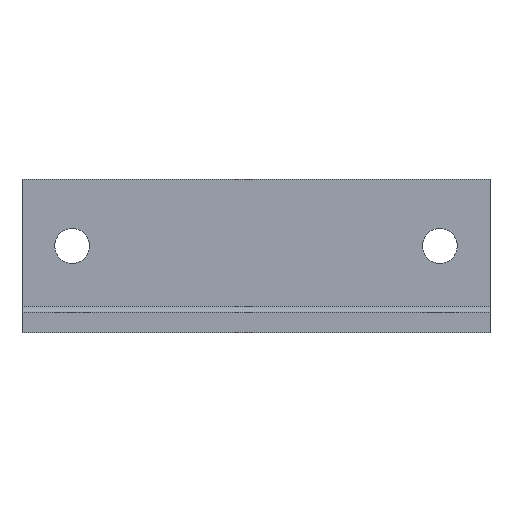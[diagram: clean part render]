
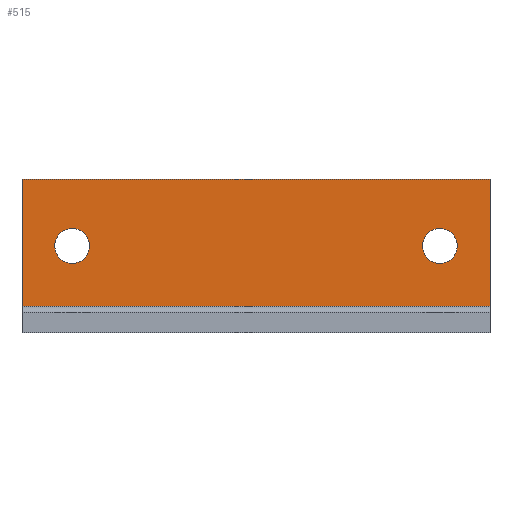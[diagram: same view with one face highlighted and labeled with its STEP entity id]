
A CAD part, front view. The second image highlights one B-rep face of the part: STEP entity #515.
In plain terms, the highlighted planar face has unit normal (0, -1, 0).
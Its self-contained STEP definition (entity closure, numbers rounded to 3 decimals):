
#6 = CARTESIAN_POINT ( 'NONE',  ( 35., -15., 1. ) ) ;
#12 = CIRCLE ( 'NONE', #755, 2.6 ) ;
#22 = VERTEX_POINT ( 'NONE', #470 ) ;
#23 = ORIENTED_EDGE ( 'NONE', *, *, #392, .F. ) ;
#33 = VECTOR ( 'NONE', #80, 1000. ) ;
#79 = EDGE_LOOP ( 'NONE', ( #524, #118, #23, #685 ) ) ;
#80 = DIRECTION ( 'NONE',  ( 1., 0., 0. ) ) ;
#117 = EDGE_CURVE ( 'NONE', #499, #909, #12, .T. ) ;
#118 = ORIENTED_EDGE ( 'NONE', *, *, #491, .T. ) ;
#156 = FACE_OUTER_BOUND ( 'NONE', #79, .T. ) ;
#161 = CARTESIAN_POINT ( 'NONE',  ( -24.9, -15., 10. ) ) ;
#170 = VERTEX_POINT ( 'NONE', #335 ) ;
#183 = VERTEX_POINT ( 'NONE', #556 ) ;
#193 = CARTESIAN_POINT ( 'NONE',  ( 35., -15., 20. ) ) ;
#197 = DIRECTION ( 'NONE',  ( -1., 0., 0. ) ) ;
#224 = DIRECTION ( 'NONE',  ( -1., 0., 0. ) ) ;
#230 = PLANE ( 'NONE',  #798 ) ;
#239 = EDGE_LOOP ( 'NONE', ( #599, #520 ) ) ;
#246 = CIRCLE ( 'NONE', #833, 2.6 ) ;
#247 = DIRECTION ( 'NONE',  ( 0., 1., 0. ) ) ;
#248 = LINE ( 'NONE', #6, #33 ) ;
#276 = CIRCLE ( 'NONE', #561, 2.6 ) ;
#293 = DIRECTION ( 'NONE',  ( 1., 0., 0. ) ) ;
#305 = EDGE_CURVE ( 'NONE', #316, #170, #731, .T. ) ;
#316 = VERTEX_POINT ( 'NONE', #428 ) ;
#318 = VECTOR ( 'NONE', #293, 1000. ) ;
#325 = DIRECTION ( 'NONE',  ( 0., 0., -1. ) ) ;
#335 = CARTESIAN_POINT ( 'NONE',  ( 35., -15., 20. ) ) ;
#342 = ORIENTED_EDGE ( 'NONE', *, *, #686, .T. ) ;
#355 = CARTESIAN_POINT ( 'NONE',  ( 24.9, -15., 10. ) ) ;
#392 = EDGE_CURVE ( 'NONE', #170, #22, #598, .T. ) ;
#414 = CIRCLE ( 'NONE', #901, 2.6 ) ;
#416 = FACE_BOUND ( 'NONE', #866, .T. ) ;
#424 = DIRECTION ( 'NONE',  ( -1., 0., 0. ) ) ;
#428 = CARTESIAN_POINT ( 'NONE',  ( -35., -15., 20. ) ) ;
#432 = CARTESIAN_POINT ( 'NONE',  ( 30.1, -15., 10. ) ) ;
#435 = EDGE_CURVE ( 'NONE', #909, #499, #276, .T. ) ;
#470 = CARTESIAN_POINT ( 'NONE',  ( 35., -15., 1. ) ) ;
#491 = EDGE_CURVE ( 'NONE', #673, #22, #248, .T. ) ;
#499 = VERTEX_POINT ( 'NONE', #432 ) ;
#515 = ADVANCED_FACE ( 'NONE', ( #682, #416, #156 ), #230, .F. ) ;
#520 = ORIENTED_EDGE ( 'NONE', *, *, #117, .T. ) ;
#522 = CARTESIAN_POINT ( 'NONE',  ( -35., -15., 20. ) ) ;
#524 = ORIENTED_EDGE ( 'NONE', *, *, #687, .T. ) ;
#537 = DIRECTION ( 'NONE',  ( 0., 1., 0. ) ) ;
#556 = CARTESIAN_POINT ( 'NONE',  ( -30.1, -15., 10. ) ) ;
#561 = AXIS2_PLACEMENT_3D ( 'NONE', #771, #575, #424 ) ;
#575 = DIRECTION ( 'NONE',  ( 0., 1., 0. ) ) ;
#578 = CARTESIAN_POINT ( 'NONE',  ( -35., -15., 20. ) ) ;
#598 = LINE ( 'NONE', #193, #745 ) ;
#599 = ORIENTED_EDGE ( 'NONE', *, *, #435, .T. ) ;
#600 = DIRECTION ( 'NONE',  ( -1., 0., 0. ) ) ;
#603 = LINE ( 'NONE', #522, #774 ) ;
#612 = DIRECTION ( 'NONE',  ( 0., 1., 0. ) ) ;
#619 = ORIENTED_EDGE ( 'NONE', *, *, #668, .T. ) ;
#636 = CARTESIAN_POINT ( 'NONE',  ( -35., -15., 20. ) ) ;
#641 = DIRECTION ( 'NONE',  ( 0., 1., 0. ) ) ;
#668 = EDGE_CURVE ( 'NONE', #183, #872, #246, .T. ) ;
#673 = VERTEX_POINT ( 'NONE', #886 ) ;
#682 = FACE_BOUND ( 'NONE', #239, .T. ) ;
#685 = ORIENTED_EDGE ( 'NONE', *, *, #305, .F. ) ;
#686 = EDGE_CURVE ( 'NONE', #872, #183, #414, .T. ) ;
#687 = EDGE_CURVE ( 'NONE', #316, #673, #603, .T. ) ;
#731 = LINE ( 'NONE', #578, #318 ) ;
#745 = VECTOR ( 'NONE', #815, 1000. ) ;
#755 = AXIS2_PLACEMENT_3D ( 'NONE', #811, #247, #816 ) ;
#771 = CARTESIAN_POINT ( 'NONE',  ( 27.5, -15., 10. ) ) ;
#774 = VECTOR ( 'NONE', #325, 1000. ) ;
#798 = AXIS2_PLACEMENT_3D ( 'NONE', #636, #641, #224 ) ;
#811 = CARTESIAN_POINT ( 'NONE',  ( 27.5, -15., 10. ) ) ;
#815 = DIRECTION ( 'NONE',  ( 0., 0., -1. ) ) ;
#816 = DIRECTION ( 'NONE',  ( -1., 0., 0. ) ) ;
#818 = CARTESIAN_POINT ( 'NONE',  ( -27.5, -15., 10. ) ) ;
#824 = CARTESIAN_POINT ( 'NONE',  ( -27.5, -15., 10. ) ) ;
#833 = AXIS2_PLACEMENT_3D ( 'NONE', #818, #612, #600 ) ;
#866 = EDGE_LOOP ( 'NONE', ( #619, #342 ) ) ;
#872 = VERTEX_POINT ( 'NONE', #161 ) ;
#886 = CARTESIAN_POINT ( 'NONE',  ( -35., -15., 1. ) ) ;
#901 = AXIS2_PLACEMENT_3D ( 'NONE', #824, #537, #197 ) ;
#909 = VERTEX_POINT ( 'NONE', #355 ) ;
